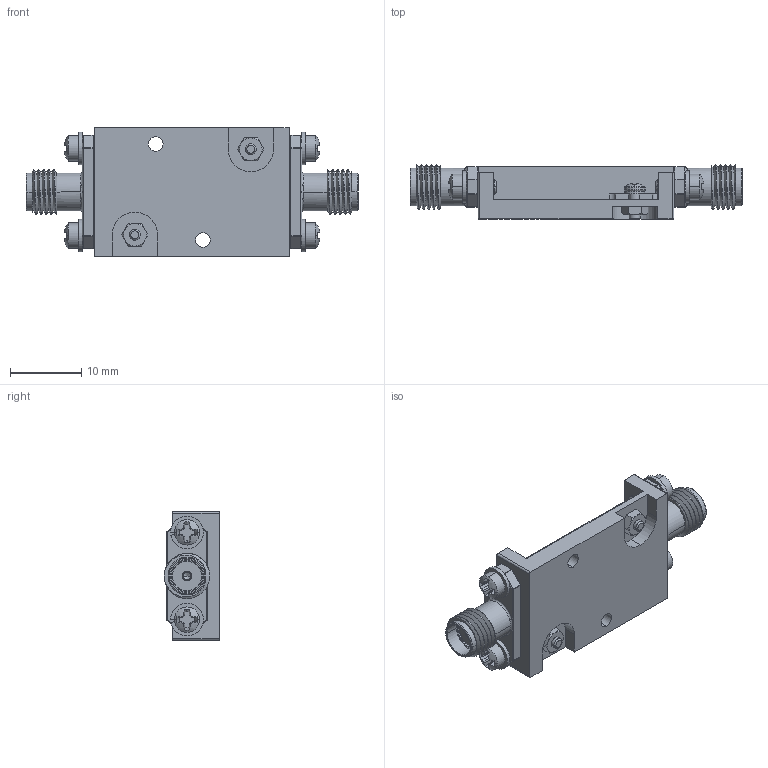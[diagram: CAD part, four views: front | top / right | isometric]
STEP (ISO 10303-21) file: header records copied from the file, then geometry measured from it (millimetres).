
FILE_DESCRIPTION (( 'STEP AP214' ), '1' );
FILE_NAME ('HP-118-CD-SFF.STEP', '2025-06-05T12:40:00', ( '' ), ( '' ), 'SwSTEP 2.0', 'SolidWorks 2024', '' );
FILE_SCHEMA (( 'AUTOMOTIVE_DESIGN' ));
Length unit declared in the file: inch
Products named in the file (21): PL75-034 RF Feedthru 12-Mil-PIN BL-0.055 BD-0.076 50 Ohm 290-06G MDH_40 MIL PIN; Part1^26949500 - FINAL ASSEMBLY SNL; PL080-SLW OD P112 MDH; PL80-099 SMA 12-Mil-Pin .625 FLANG .481 MOUNT CONNECTOR MDH_SCREW REMOVED; Solderball 2.0; Solderball 1.0; PE2-CVR COVER MDH; PL080-PXXPH SPU_0.15625; 27249500 - LABEL SNL; PL25-869 2.7 pF 15X15X6 NON-MARGIN DMH; PL500-277 20X20X5 BONDING PAD MDH_PL25-105; 26650400 - SUBSTRATE; PE2-H-0P HOUSING MDL_PE2-H; PL080-HX 0-80 Undersize Hex Nut MDH_90730A001; PL30-028 3 TURN 47 AWG .018 COPPER; PL256-SW 2-56 Split Lock Washer (UNBENT) EMP; PL25-1031 1.5 pF 20X20X5 50V CAP SNL; HP-118-CD-SFF; PL30-027 2 TURN 47 AWG .018 COPPER; PE2-C BASE MDH_PE2-C; PL256-P3-16FI 2-56 Phillips Fillister Screw  0.1875 MDH_91737A047
Assembly tree (42 placements, depth 2):
  HP-118-CD-SFF
    PE2-H-0P HOUSING MDL_PE2-H
    PE2-CVR COVER MDH
    PE2-C BASE MDH_PE2-C
    26650400 - SUBSTRATE
    PL75-034 RF Feedthru 12-Mil-PIN BL-0.055 BD-0.076 50 Ohm 290-06G MDH_40 MIL PIN  x2
    PL80-099 SMA 12-Mil-Pin .625 FLANG .481 MOUNT CONNECTOR MDH_SCREW REMOVED  x2
    PL256-P3-16FI 2-56 Phillips Fillister Screw  0.1875 MDH_91737A047  x4
    PL256-SW 2-56 Split Lock Washer (UNBENT) EMP  x4
    PL080-HX 0-80 Undersize Hex Nut MDH_90730A001  x2
    PL080-PXXPH SPU_0.15625  x2
    PL080-SLW OD P112 MDH  x2
    PL25-869 2.7 pF 15X15X6 NON-MARGIN DMH  x2
    PL25-1031 1.5 pF 20X20X5 50V CAP SNL  x2
    PL500-277 20X20X5 BONDING PAD MDH_PL25-105  x3
    PL30-028 3 TURN 47 AWG .018 COPPER  x2
    PL30-027 2 TURN 47 AWG .018 COPPER
    Solderball 1.0  x4
    Solderball 2.0  x4
    Part1^26949500 - FINAL ASSEMBLY SNL
    27249500 - LABEL SNL
Bounding box: 46.48 x 7.75 x 18.03 mm (x, y, z)
Volume: 2756.2 mm3; surface area: 5495.2 mm2
Topology: 55 solids, 55 shells, 1135 faces, 3392 edges, 2440 vertices
Faces by surface type: plane 541, cylinder 296, torus 112, cone 108, sphere 46, bspline 32
Entity records: 34726 total; most frequent: CARTESIAN_POINT 12786, ORIENTED_EDGE 4740, DIRECTION 3928, EDGE_CURVE 2370, VERTEX_POINT 1848, LINE 1372, VECTOR 1372, AXIS2_PLACEMENT_3D 1278
